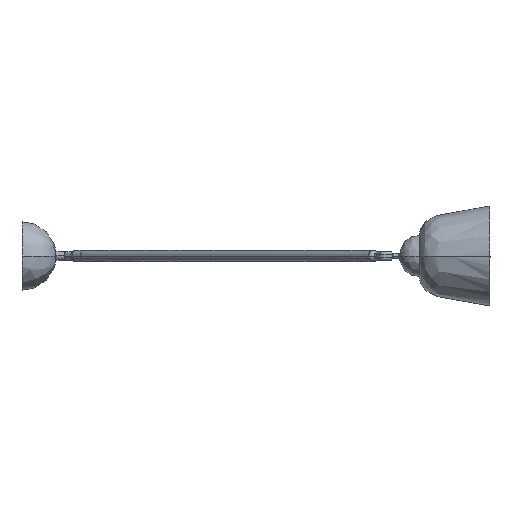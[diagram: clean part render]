
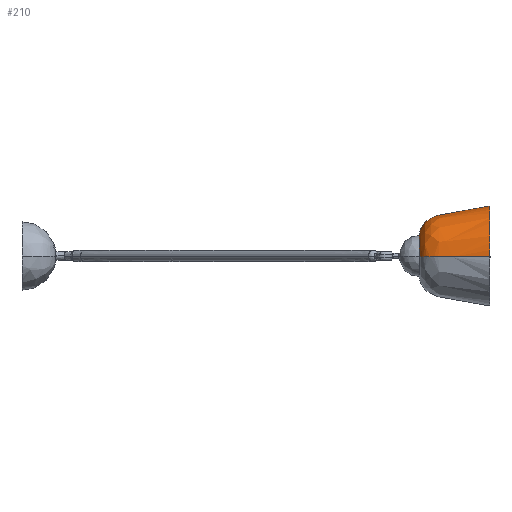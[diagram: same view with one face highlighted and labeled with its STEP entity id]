
A CAD part, left-side view. The second image highlights one B-rep face of the part: STEP entity #210.
In plain terms, the highlighted free-form (B-spline) face has degree [2, 2] with [7, 5] control points.
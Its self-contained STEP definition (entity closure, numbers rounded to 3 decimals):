
#210=ADVANCED_FACE('',(#270),#944,.T.);
#270=FACE_OUTER_BOUND('',#330,.T.);
#330=EDGE_LOOP('',(#461,#462,#463,#464));
#461=ORIENTED_EDGE('',*,*,#645,.F.);
#462=ORIENTED_EDGE('',*,*,#646,.T.);
#463=ORIENTED_EDGE('',*,*,#650,.F.);
#464=ORIENTED_EDGE('',*,*,#648,.F.);
#645=EDGE_CURVE('',#867,#869,#771,.T.);
#646=EDGE_CURVE('',#867,#868,#772,.T.);
#648=EDGE_CURVE('',#869,#870,#774,.T.);
#650=EDGE_CURVE('',#870,#868,#776,.T.);
#771=(
BOUNDED_CURVE()
B_SPLINE_CURVE(2,(#1919,#1920,#1921,#1922,#1923),.UNSPECIFIED.,.F.,.F.)
B_SPLINE_CURVE_WITH_KNOTS((3,2,3),(0.,36.171,72.342),
 .UNSPECIFIED.)
CURVE()
GEOMETRIC_REPRESENTATION_ITEM()
RATIONAL_B_SPLINE_CURVE((1.,0.707,1.,0.707,1.))
REPRESENTATION_ITEM('')
);
#772=(
BOUNDED_CURVE()
B_SPLINE_CURVE(2,(#1924,#1925,#1926,#1927,#1928,#1929,#1930),
 .UNSPECIFIED.,.F.,.F.)
B_SPLINE_CURVE_WITH_KNOTS((3,2,2,3),(0.,332.773,441.318,
549.862),.UNSPECIFIED.)
CURVE()
GEOMETRIC_REPRESENTATION_ITEM()
RATIONAL_B_SPLINE_CURVE((1.,1.,1.,0.942,1.,0.942,
1.))
REPRESENTATION_ITEM('')
);
#774=(
BOUNDED_CURVE()
B_SPLINE_CURVE(2,(#1936,#1937,#1938,#1939,#1940,#1941,#1942),
 .UNSPECIFIED.,.F.,.F.)
B_SPLINE_CURVE_WITH_KNOTS((3,2,2,3),(0.,332.773,441.318,
549.862),.UNSPECIFIED.)
CURVE()
GEOMETRIC_REPRESENTATION_ITEM()
RATIONAL_B_SPLINE_CURVE((1.,1.,1.,0.942,1.,0.942,
1.))
REPRESENTATION_ITEM('')
);
#776=(
BOUNDED_CURVE()
B_SPLINE_CURVE(2,(#1948,#1949,#1950,#1951,#1952),.UNSPECIFIED.,.F.,.F.)
B_SPLINE_CURVE_WITH_KNOTS((3,2,3),(-72.342,-36.171,
0.),.UNSPECIFIED.)
CURVE()
GEOMETRIC_REPRESENTATION_ITEM()
RATIONAL_B_SPLINE_CURVE((1.,0.707,1.,0.707,1.))
REPRESENTATION_ITEM('')
);
#867=VERTEX_POINT('',#1915);
#868=VERTEX_POINT('',#1916);
#869=VERTEX_POINT('',#1917);
#870=VERTEX_POINT('',#1918);
#944=(
BOUNDED_SURFACE()
B_SPLINE_SURFACE(2,2,((#1845,#1846,#1847,#1848,#1849),(#1850,#1851,#1852,
#1853,#1854),(#1855,#1856,#1857,#1858,#1859),(#1860,#1861,#1862,#1863,#1864),
(#1865,#1866,#1867,#1868,#1869),(#1870,#1871,#1872,#1873,#1874),(#1875,
#1876,#1877,#1878,#1879)),.UNSPECIFIED.,.F.,.F.,.F.)
B_SPLINE_SURFACE_WITH_KNOTS((3,2,2,3),(3,2,3),(0.,332.773,441.318,
549.862),(0.,36.171,72.342),.UNSPECIFIED.)
GEOMETRIC_REPRESENTATION_ITEM()
RATIONAL_B_SPLINE_SURFACE(((1.,0.707,1.,0.707,1.),
(1.,0.707,1.,0.707,1.),(1.,0.707,1.,
0.707,1.),(0.942,0.666,0.942,
0.666,0.942),(1.,0.707,1.,0.707,
1.),(0.942,0.666,0.942,0.666,
0.942),(1.,0.707,1.,0.707,1.)))
REPRESENTATION_ITEM('')
SURFACE()
);
#1845=CARTESIAN_POINT('',(-646.114,-820.447,-1.525));
#1846=CARTESIAN_POINT('',(-647.64,-820.447,85.975));
#1847=CARTESIAN_POINT('',(-560.14,-820.447,87.5));
#1848=CARTESIAN_POINT('',(-472.64,-820.447,89.025));
#1849=CARTESIAN_POINT('',(-471.114,-820.447,1.525));
#1850=CARTESIAN_POINT('',(-638.291,-775.789,-1.525));
#1851=CARTESIAN_POINT('',(-639.816,-775.789,78.151));
#1852=CARTESIAN_POINT('',(-560.14,-775.789,79.676));
#1853=CARTESIAN_POINT('',(-480.463,-775.789,81.202));
#1854=CARTESIAN_POINT('',(-478.938,-775.789,1.525));
#1855=CARTESIAN_POINT('',(-630.467,-731.131,-1.525));
#1856=CARTESIAN_POINT('',(-631.993,-731.131,70.328));
#1857=CARTESIAN_POINT('',(-560.14,-731.131,71.853));
#1858=CARTESIAN_POINT('',(-488.287,-731.131,73.378));
#1859=CARTESIAN_POINT('',(-486.761,-731.131,1.525));
#1860=CARTESIAN_POINT('',(-627.812,-715.972,-1.525));
#1861=CARTESIAN_POINT('',(-629.337,-715.972,67.672));
#1862=CARTESIAN_POINT('',(-560.14,-715.972,69.197));
#1863=CARTESIAN_POINT('',(-490.942,-715.972,70.723));
#1864=CARTESIAN_POINT('',(-489.417,-715.972,1.525));
#1865=CARTESIAN_POINT('',(-617.778,-706.209,-1.525));
#1866=CARTESIAN_POINT('',(-619.303,-706.209,57.638));
#1867=CARTESIAN_POINT('',(-560.14,-706.209,59.163));
#1868=CARTESIAN_POINT('',(-500.976,-706.209,60.689));
#1869=CARTESIAN_POINT('',(-499.451,-706.209,1.525));
#1870=CARTESIAN_POINT('',(-607.744,-696.447,-1.525));
#1871=CARTESIAN_POINT('',(-609.269,-696.447,47.604));
#1872=CARTESIAN_POINT('',(-560.14,-696.447,49.129));
#1873=CARTESIAN_POINT('',(-511.01,-696.447,50.655));
#1874=CARTESIAN_POINT('',(-509.485,-696.447,1.525));
#1875=CARTESIAN_POINT('',(-594.819,-696.447,-1.525));
#1876=CARTESIAN_POINT('',(-596.345,-696.447,34.68));
#1877=CARTESIAN_POINT('',(-560.14,-696.447,36.205));
#1878=CARTESIAN_POINT('',(-523.935,-696.447,37.73));
#1879=CARTESIAN_POINT('',(-522.409,-696.447,1.525));
#1915=CARTESIAN_POINT('',(-646.114,-820.447,-1.525));
#1916=CARTESIAN_POINT('',(-594.819,-696.447,-1.525));
#1917=CARTESIAN_POINT('',(-471.114,-820.447,1.525));
#1918=CARTESIAN_POINT('',(-522.409,-696.447,1.525));
#1919=CARTESIAN_POINT('',(-646.114,-820.447,-1.525));
#1920=CARTESIAN_POINT('',(-647.64,-820.447,85.975));
#1921=CARTESIAN_POINT('',(-560.14,-820.447,87.5));
#1922=CARTESIAN_POINT('',(-472.64,-820.447,89.025));
#1923=CARTESIAN_POINT('',(-471.114,-820.447,1.525));
#1924=CARTESIAN_POINT('',(-646.114,-820.447,-1.525));
#1925=CARTESIAN_POINT('',(-638.291,-775.789,-1.525));
#1926=CARTESIAN_POINT('',(-630.467,-731.131,-1.525));
#1927=CARTESIAN_POINT('',(-627.812,-715.972,-1.525));
#1928=CARTESIAN_POINT('',(-617.778,-706.209,-1.525));
#1929=CARTESIAN_POINT('',(-607.744,-696.447,-1.525));
#1930=CARTESIAN_POINT('',(-594.819,-696.447,-1.525));
#1936=CARTESIAN_POINT('',(-471.114,-820.447,1.525));
#1937=CARTESIAN_POINT('',(-478.938,-775.789,1.525));
#1938=CARTESIAN_POINT('',(-486.761,-731.131,1.525));
#1939=CARTESIAN_POINT('',(-489.417,-715.972,1.525));
#1940=CARTESIAN_POINT('',(-499.451,-706.209,1.525));
#1941=CARTESIAN_POINT('',(-509.485,-696.447,1.525));
#1942=CARTESIAN_POINT('',(-522.409,-696.447,1.525));
#1948=CARTESIAN_POINT('',(-522.409,-696.447,1.525));
#1949=CARTESIAN_POINT('',(-523.935,-696.447,37.73));
#1950=CARTESIAN_POINT('',(-560.14,-696.447,36.205));
#1951=CARTESIAN_POINT('',(-596.345,-696.447,34.68));
#1952=CARTESIAN_POINT('',(-594.819,-696.447,-1.525));
